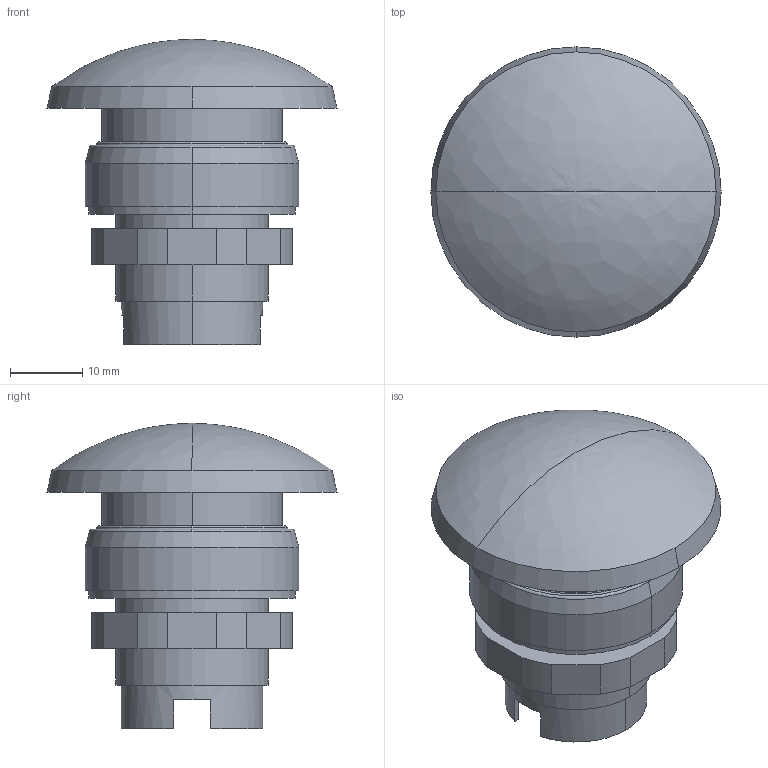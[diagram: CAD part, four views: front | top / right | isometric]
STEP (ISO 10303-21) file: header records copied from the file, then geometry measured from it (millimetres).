
FILE_DESCRIPTION((''),'2;1');
FILE_NAME('3d_LPCBL6146.stp','2012-10-03T10:53:33',(''),(''),'Mechanical Desktop 2011','Mechanical Desktop 2011',', , ');
FILE_SCHEMA(('CONFIG_CONTROL_DESIGN'));
Length unit declared in the file: millimetre
Products named in the file (1): Product
Bounding box: 40.06 x 40.06 x 42.1 mm (x, y, z)
Volume: 22778.7 mm3; surface area: 9211.9 mm2
Topology: 4 solids, 4 shells, 65 faces, 158 edges, 105 vertices
Faces by surface type: plane 27, cylinder 26, cone 6, torus 4, bspline 2
Entity records: 2077 total; most frequent: CARTESIAN_POINT 379, DIRECTION 370, ORIENTED_EDGE 312, EDGE_CURVE 156, AXIS2_PLACEMENT_3D 150, VERTEX_POINT 105, CIRCLE 86, EDGE_LOOP 73
